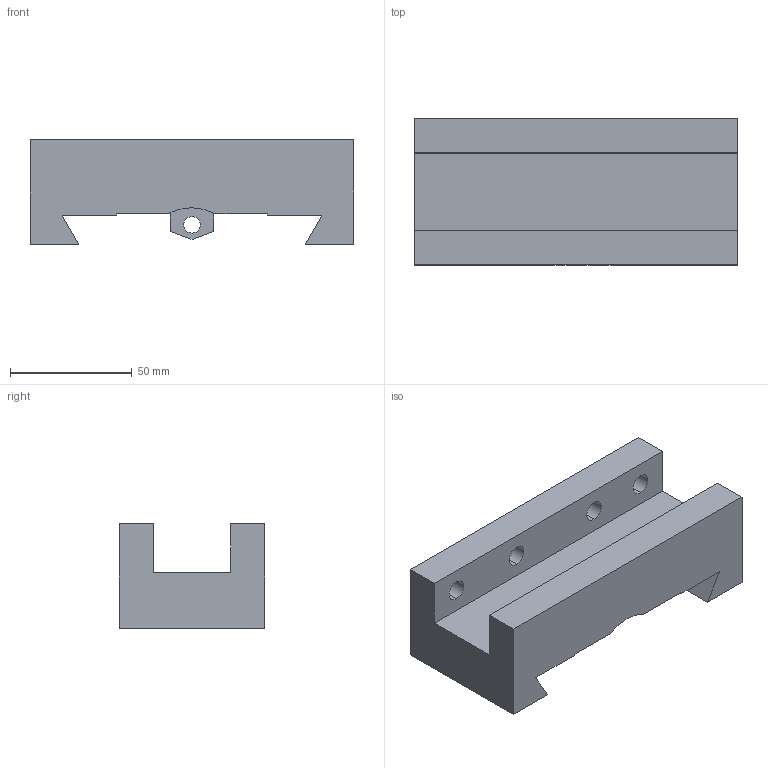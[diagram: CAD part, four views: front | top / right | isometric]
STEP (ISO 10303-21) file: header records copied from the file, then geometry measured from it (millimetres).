
FILE_DESCRIPTION (( 'STEP AP214' ), '1' );
FILE_NAME ('porte outil tour.STEP', '2024-02-28T18:11:49', ( '' ), ( '' ), 'SwSTEP 2.0', 'SolidWorks 2018', '' );
FILE_SCHEMA (( 'AUTOMOTIVE_DESIGN' ));
Length unit declared in the file: millimetre
Products named in the file (1): porte outil tour
Bounding box: 133 x 60 x 43 mm (x, y, z)
Volume: 180630.9 mm3; surface area: 38391.9 mm2
Topology: 1 solids, 1 shells, 38 faces, 108 edges, 72 vertices
Faces by surface type: plane 25, cylinder 13
Entity records: 1402 total; most frequent: CARTESIAN_POINT 219, ORIENTED_EDGE 216, DIRECTION 212, EDGE_CURVE 108, LINE 82, VECTOR 82, VERTEX_POINT 72, AXIS2_PLACEMENT_3D 65
